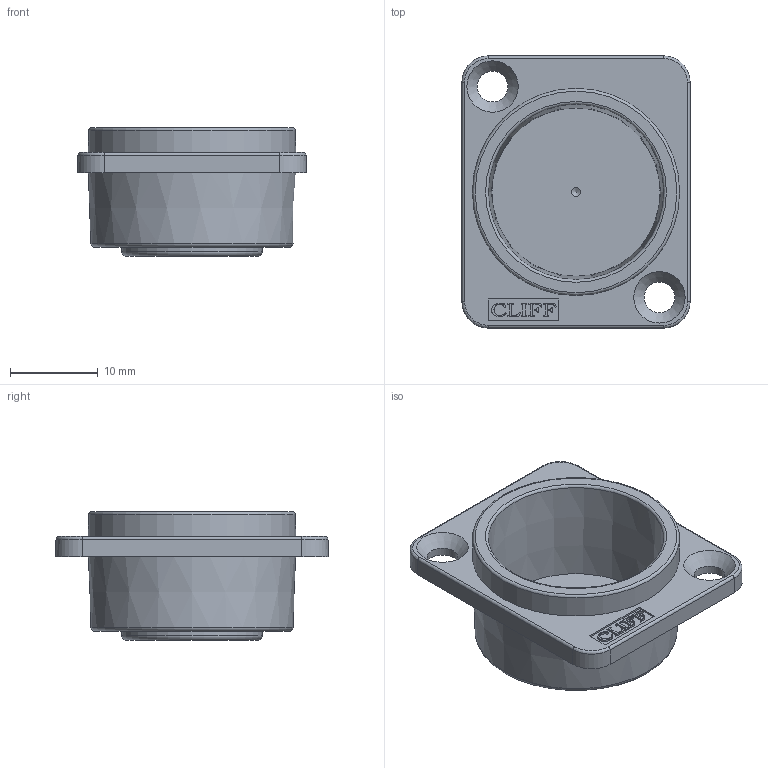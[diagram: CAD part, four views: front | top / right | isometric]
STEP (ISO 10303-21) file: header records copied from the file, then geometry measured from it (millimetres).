
FILE_DESCRIPTION(/* description */ (''),/* implementation_level */ '2;1');
FILE_NAME(/* name */ 'CP30400M CSK.stp',/* time_stamp */ '2023-07-11T15:06:51+01:00',/* author */ ('TOttley'),/* organization */ (''),/* preprocessor_version */ 'ST-DEVELOPER v18.1',/* originating_system */ 'Autodesk Inventor 2022',/* authorisation */ '');
FILE_SCHEMA (('AUTOMOTIVE_DESIGN { 1 0 10303 214 3 1 1 }'));
Length unit declared in the file: millimetre
Products named in the file (1): CP30400SA1
Bounding box: 26 x 31 x 14.6 mm (x, y, z)
Volume: 3188 mm3; surface area: 3370.2 mm2
Topology: 1 solids, 1 shells, 152 faces, 406 edges, 266 vertices
Faces by surface type: plane 92, bspline 38, cylinder 10, cone 8, torus 4
Full cylindrical faces by diameter (mm): 3.5 x2
Entity records: 5214 total; most frequent: CARTESIAN_POINT 1425, ORIENTED_EDGE 808, DIRECTION 610, EDGE_CURVE 404, LINE 292, VECTOR 292, VERTEX_POINT 266, EDGE_LOOP 168
